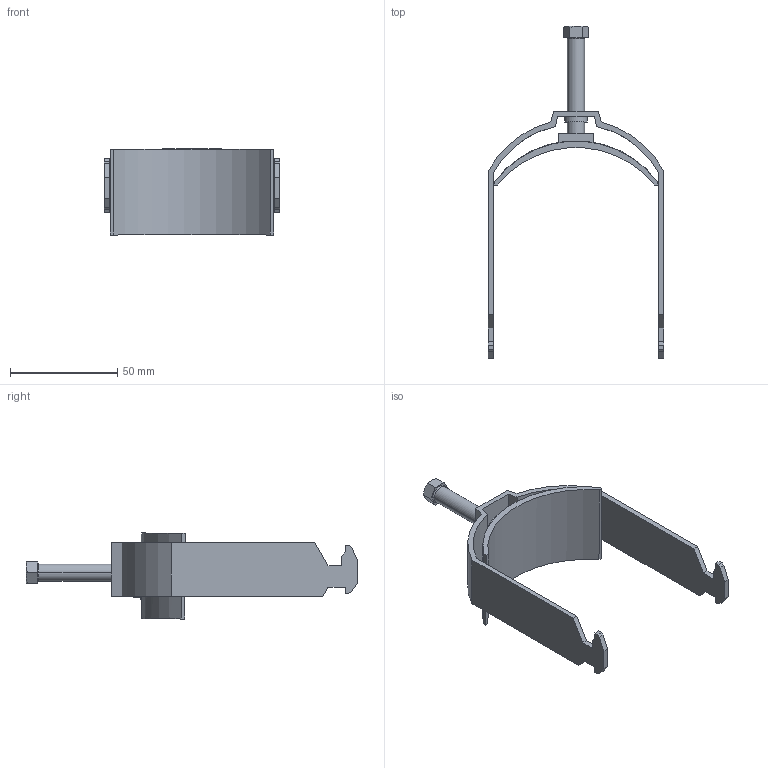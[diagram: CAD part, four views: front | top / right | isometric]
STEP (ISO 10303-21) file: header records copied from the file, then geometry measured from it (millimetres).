
FILE_DESCRIPTION (( 'STEP AP214' ), '1' );
FILE_NAME ('1186276.STEP', '2023-09-05T13:45:47', ( '' ), ( '' ), 'SwSTEP 2.0', 'SolidWorks 2022', '' );
FILE_SCHEMA (( 'AUTOMOTIVE_DESIGN' ));
Length unit declared in the file: millimetre
Products named in the file (5): 1186276; EB101-00-04_Standard; 142313_Druckschraube - M8 x 45; EB104-13-02_Standard; 157102_1Fach
Assembly tree (4 placements, depth 2):
  1186276
    157102_1Fach
    142313_Druckschraube - M8 x 45
    EB101-00-04_Standard
    EB104-13-02_Standard
Bounding box: 82 x 154.75 x 40.11 mm (x, y, z)
Volume: 29113.2 mm3; surface area: 25102.5 mm2
Topology: 4 solids, 4 shells, 262 faces, 672 edges, 440 vertices
Faces by surface type: plane 171, bspline 39, cylinder 36, cone 12, torus 4
Entity records: 10352 total; most frequent: CARTESIAN_POINT 3510, ORIENTED_EDGE 1336, DIRECTION 1138, EDGE_CURVE 668, VECTOR 458, LINE 458, VERTEX_POINT 440, AXIS2_PLACEMENT_3D 340
